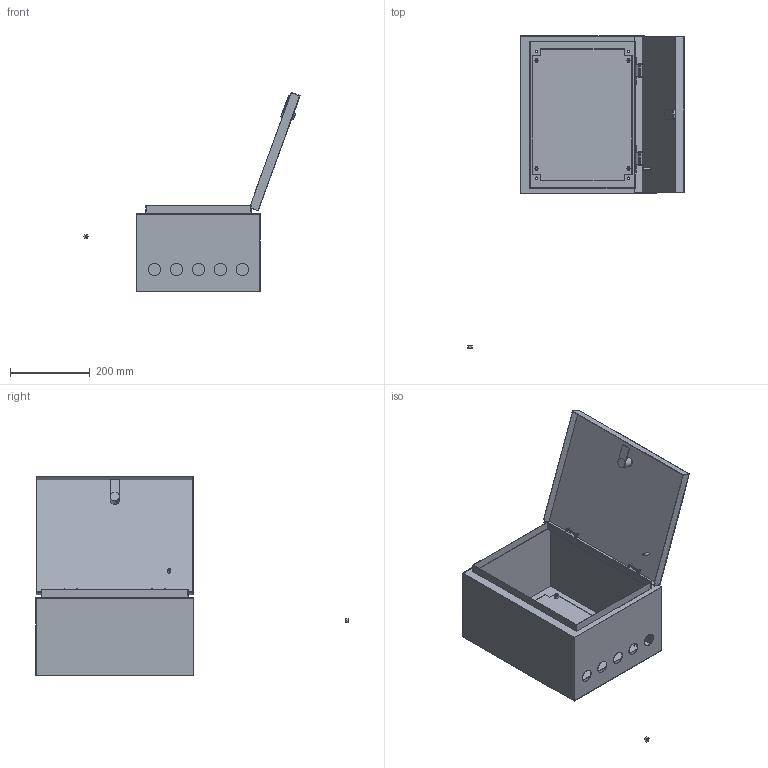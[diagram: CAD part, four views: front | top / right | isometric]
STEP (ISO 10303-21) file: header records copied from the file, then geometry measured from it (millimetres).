
FILE_DESCRIPTION (( 'STEP AP214' ), '1' );
FILE_NAME ('SHMP GEN IP54.SLDASM1.STEP', '2021-03-19T07:23:03', ( '' ), ( '' ), 'SwSTEP 2.0', 'SolidWorks 2017', '' );
FILE_SCHEMA (( 'AUTOMOTIVE_DESIGN' ));
Length unit declared in the file: millimetre
Products named in the file (5): SHMP GEN IP54.SLDASM1; Obolochka_SHMP_1; Dver_1; Mont.Panel_1; Gaika_6
Assembly tree (8 placements, depth 2):
  SHMP GEN IP54.SLDASM1
    Obolochka_SHMP_1
    Mont.Panel_1
    Dver_1
    Gaika_6  x5
Bounding box: 541.62 x 781.5 x 498.46 mm (x, y, z)
Volume: 709825 mm3; surface area: 1391720.6 mm2
Topology: 14 solids, 14 shells, 248 faces, 607 edges, 400 vertices
Faces by surface type: plane 156, cylinder 78, cone 14
Entity records: 6503 total; most frequent: DIRECTION 1105, CARTESIAN_POINT 1066, ORIENTED_EDGE 1022, EDGE_CURVE 511, AXIS2_PLACEMENT_3D 375, VECTOR 355, LINE 355, VERTEX_POINT 336
